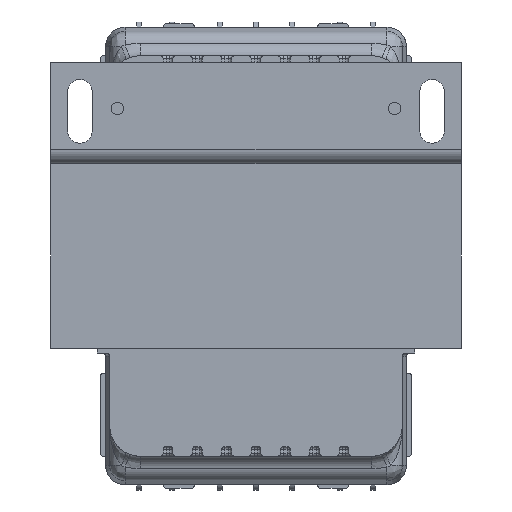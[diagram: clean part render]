
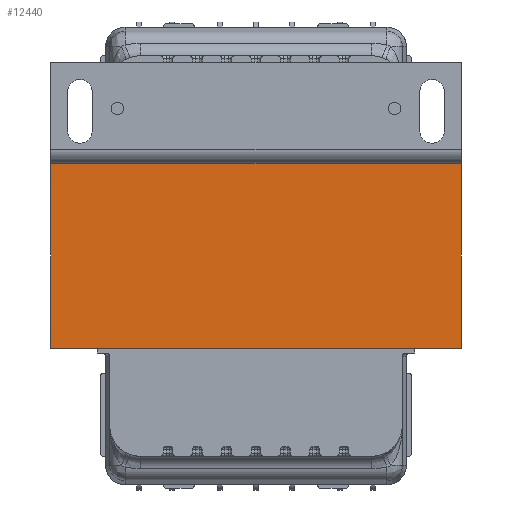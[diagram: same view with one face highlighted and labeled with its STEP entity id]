
A CAD part, front view. The second image highlights one B-rep face of the part: STEP entity #12440.
In plain terms, the highlighted planar face has unit normal (0, -1, 0).
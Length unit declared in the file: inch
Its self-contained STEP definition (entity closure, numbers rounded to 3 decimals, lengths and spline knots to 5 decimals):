
#382 = VECTOR ( 'NONE', #836, 39.37008 ) ;
#717 = EDGE_CURVE ( 'NONE', #16149, #20512, #14866, .T. ) ;
#836 = DIRECTION ( 'NONE',  ( -1., 0., 0. ) ) ;
#2790 = ORIENTED_EDGE ( 'NONE', *, *, #717, .T. ) ;
#4894 = VERTEX_POINT ( 'NONE', #18007 ) ;
#6413 = DIRECTION ( 'NONE',  ( 0., 0., 1. ) ) ;
#6725 = DIRECTION ( 'NONE',  ( 0., 0., -1. ) ) ;
#8477 = CARTESIAN_POINT ( 'NONE',  ( -2.15259, -1.52919, 1.1811 ) ) ;
#8817 = VECTOR ( 'NONE', #9288, 39.37008 ) ;
#9288 = DIRECTION ( 'NONE',  ( 1., 0., 0. ) ) ;
#9380 = ORIENTED_EDGE ( 'NONE', *, *, #15569, .T. ) ;
#9836 = CARTESIAN_POINT ( 'NONE',  ( 3.0915, -1.52919, 1.1811 ) ) ;
#9990 = LINE ( 'NONE', #8477, #18715 ) ;
#10464 = VECTOR ( 'NONE', #6413, 39.37008 ) ;
#10880 = FACE_OUTER_BOUND ( 'NONE', #15617, .T. ) ;
#12440 = ADVANCED_FACE ( 'NONE', ( #10880 ), #15597, .T. ) ;
#13116 = ORIENTED_EDGE ( 'NONE', *, *, #16156, .T. ) ;
#13275 = CARTESIAN_POINT ( 'NONE',  ( -2.15259, -1.52919, -1.1811 ) ) ;
#13467 = LINE ( 'NONE', #21302, #8817 ) ;
#13812 = ORIENTED_EDGE ( 'NONE', *, *, #20429, .T. ) ;
#13854 = CARTESIAN_POINT ( 'NONE',  ( 0., -1.52919, 0. ) ) ;
#13904 = CARTESIAN_POINT ( 'NONE',  ( -2.15259, -1.52919, 1.1811 ) ) ;
#14866 = LINE ( 'NONE', #21706, #382 ) ;
#15517 = DIRECTION ( 'NONE',  ( 0., -1., 0. ) ) ;
#15569 = EDGE_CURVE ( 'NONE', #19106, #4894, #13467, .T. ) ;
#15597 = PLANE ( 'NONE',  #16551 ) ;
#15617 = EDGE_LOOP ( 'NONE', ( #9380, #13116, #2790, #13812 ) ) ;
#16149 = VERTEX_POINT ( 'NONE', #9836 ) ;
#16156 = EDGE_CURVE ( 'NONE', #4894, #16149, #19716, .T. ) ;
#16551 = AXIS2_PLACEMENT_3D ( 'NONE', #13854, #15517, #17339 ) ;
#16771 = CARTESIAN_POINT ( 'NONE',  ( 3.0915, -1.52919, -1.1811 ) ) ;
#17339 = DIRECTION ( 'NONE',  ( 1., 0., 0. ) ) ;
#18007 = CARTESIAN_POINT ( 'NONE',  ( 3.0915, -1.52919, -1.1811 ) ) ;
#18715 = VECTOR ( 'NONE', #6725, 39.37008 ) ;
#19106 = VERTEX_POINT ( 'NONE', #13275 ) ;
#19716 = LINE ( 'NONE', #16771, #10464 ) ;
#20429 = EDGE_CURVE ( 'NONE', #20512, #19106, #9990, .T. ) ;
#20512 = VERTEX_POINT ( 'NONE', #13904 ) ;
#21302 = CARTESIAN_POINT ( 'NONE',  ( -2.15259, -1.52919, -1.1811 ) ) ;
#21706 = CARTESIAN_POINT ( 'NONE',  ( 3.0915, -1.52919, 1.1811 ) ) ;
